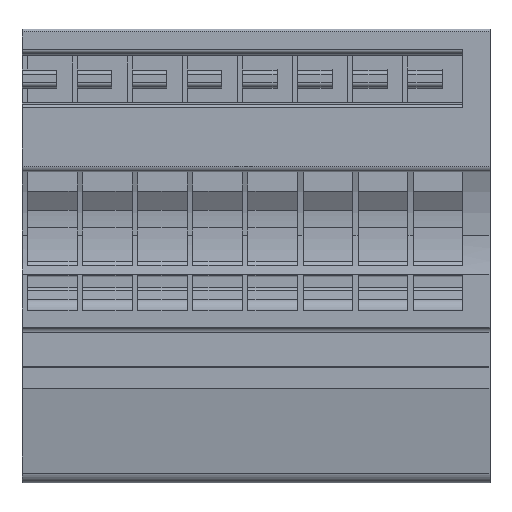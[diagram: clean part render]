
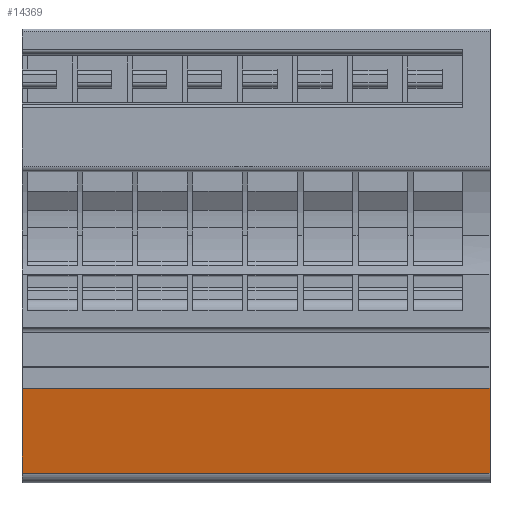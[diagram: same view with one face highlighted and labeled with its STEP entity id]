
A CAD part, front view. The second image highlights one B-rep face of the part: STEP entity #14369.
In plain terms, the highlighted planar face has unit normal (0, -0.985, -0.174).
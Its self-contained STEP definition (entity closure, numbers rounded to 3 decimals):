
#14356=AXIS2_PLACEMENT_3D('Plane Axis2P3D',#14353,#14354,#14355) ;
#2951=CARTESIAN_POINT('Vertex',(0.,3.083,0.909)) ;
#2954=CARTESIAN_POINT('Line Origine',(0.,2.391,4.83)) ;
#2958=CARTESIAN_POINT('Vertex',(0.,1.7,8.751)) ;
#3315=CARTESIAN_POINT('Vertex',(43.3,1.7,8.751)) ;
#3318=CARTESIAN_POINT('Line Origine',(43.3,2.391,4.83)) ;
#3322=CARTESIAN_POINT('Vertex',(43.3,3.083,0.909)) ;
#3521=CARTESIAN_POINT('Line Origine',(43.3,3.083,0.909)) ;
#14353=CARTESIAN_POINT('Axis2P3D Location',(43.3,1.7,8.751)) ;
#14358=CARTESIAN_POINT('Line Origine',(21.65,1.7,8.751)) ;
#2955=DIRECTION('Vector Direction',(0.,0.174,-0.985)) ;
#3319=DIRECTION('Vector Direction',(0.,0.174,-0.985)) ;
#3522=DIRECTION('Vector Direction',(1.,0.,0.)) ;
#14354=DIRECTION('Axis2P3D Direction',(-0.,0.985,0.174)) ;
#14355=DIRECTION('Axis2P3D XDirection',(0.,-0.174,0.985)) ;
#14359=DIRECTION('Vector Direction',(-1.,0.,0.)) ;
#2956=VECTOR('Line Direction',#2955,1.) ;
#3320=VECTOR('Line Direction',#3319,1.) ;
#3523=VECTOR('Line Direction',#3522,1.) ;
#14360=VECTOR('Line Direction',#14359,1.) ;
#14364=ORIENTED_EDGE('',*,*,#2960,.T.) ;
#14365=ORIENTED_EDGE('',*,*,#3525,.F.) ;
#14366=ORIENTED_EDGE('',*,*,#3324,.F.) ;
#14367=ORIENTED_EDGE('',*,*,#14362,.T.) ;
#14369=ADVANCED_FACE('V1',(#14368),#14357,.F.) ;
#2960=EDGE_CURVE('',#2959,#2952,#2957,.T.) ;
#3324=EDGE_CURVE('',#3316,#3323,#3321,.T.) ;
#3525=EDGE_CURVE('',#3323,#2952,#3524,.F.) ;
#14362=EDGE_CURVE('',#3316,#2959,#14361,.T.) ;
#14363=EDGE_LOOP('',(#14364,#14365,#14366,#14367)) ;
#14368=FACE_OUTER_BOUND('',#14363,.T.) ;
#2957=LINE('Line',#2954,#2956) ;
#3321=LINE('Line',#3318,#3320) ;
#3524=LINE('Line',#3521,#3523) ;
#14361=LINE('Line',#14358,#14360) ;
#14357=PLANE('',#14356) ;
#2952=VERTEX_POINT('',#2951) ;
#2959=VERTEX_POINT('',#2958) ;
#3316=VERTEX_POINT('',#3315) ;
#3323=VERTEX_POINT('',#3322) ;
